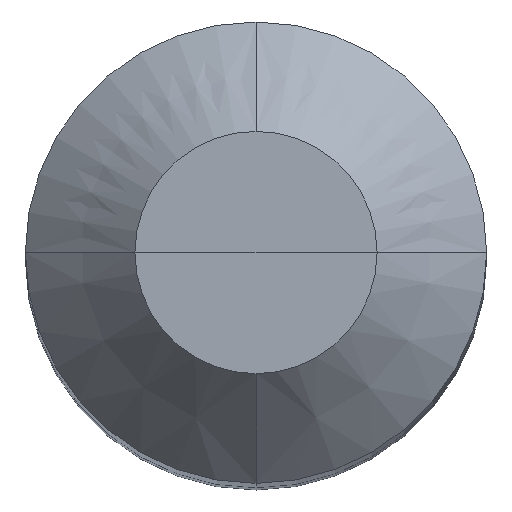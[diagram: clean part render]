
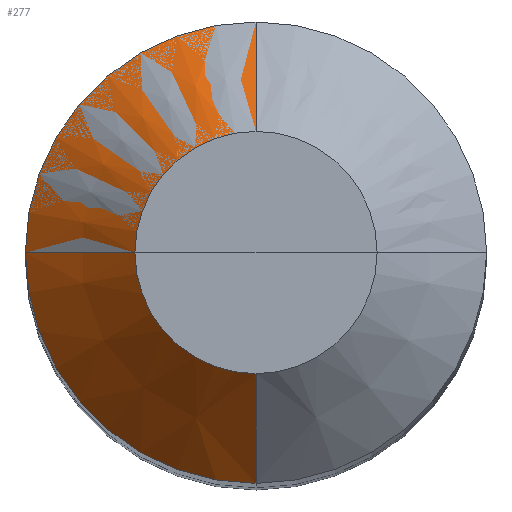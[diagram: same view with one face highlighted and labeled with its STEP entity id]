
A CAD part, top view. The second image highlights one B-rep face of the part: STEP entity #277.
In plain terms, the highlighted conical face has half-angle 45 degrees and reference radius 3.05 mm.
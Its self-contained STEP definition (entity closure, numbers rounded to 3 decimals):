
#165=DIRECTION('',(0.,-0.707,-0.707));
#166=VECTOR('',#165,2.687);
#167=CARTESIAN_POINT('',(0.,4.,1.9));
#168=LINE('',#167,#166);
#172=DIRECTION('',(0.,0.707,-0.707));
#173=VECTOR('',#172,2.687);
#174=CARTESIAN_POINT('',(0.,-4.,1.9));
#175=LINE('',#174,#173);
#179=CARTESIAN_POINT('',(0.,0.,1.9));
#180=DIRECTION('',(0.,0.,-1.));
#181=DIRECTION('',(0.,1.,0.));
#182=AXIS2_PLACEMENT_3D('',#179,#180,#181);
#195=CARTESIAN_POINT('',(0.,0.,0.));
#196=DIRECTION('',(0.,0.,-1.));
#197=DIRECTION('',(0.,1.,0.));
#198=AXIS2_PLACEMENT_3D('',#195,#196,#197);
#211=CARTESIAN_POINT('',(0.,4.,1.9));
#212=CARTESIAN_POINT('',(0.,2.1,0.));
#213=VERTEX_POINT('',#211);
#214=VERTEX_POINT('',#212);
#215=CARTESIAN_POINT('',(0.,-4.,1.9));
#216=CARTESIAN_POINT('',(0.,-2.1,0.));
#217=VERTEX_POINT('',#215);
#218=VERTEX_POINT('',#216);
#263=CARTESIAN_POINT('',(0.,0.,0.95));
#264=DIRECTION('',(0.,0.,1.));
#265=DIRECTION('',(0.,-1.,0.));
#266=AXIS2_PLACEMENT_3D('',#263,#264,#265);
#267=CONICAL_SURFACE('',#266,3.05,45.);
#269=ORIENTED_EDGE('',*,*,#268,.T.);
#271=ORIENTED_EDGE('',*,*,#270,.T.);
#273=ORIENTED_EDGE('',*,*,#272,.F.);
#274=ORIENTED_EDGE('',*,*,#248,.F.);
#275=EDGE_LOOP('',(#269,#271,#273,#274));
#276=FACE_OUTER_BOUND('',#275,.F.);
#183=CIRCLE('',#182,4.);
#199=CIRCLE('',#198,2.1);
#248=EDGE_CURVE('',#213,#217,#183,.T.);
#268=EDGE_CURVE('',#213,#214,#168,.T.);
#270=EDGE_CURVE('',#214,#218,#199,.T.);
#272=EDGE_CURVE('',#217,#218,#175,.T.);
#277=ADVANCED_FACE('',(#276),#267,.T.);
